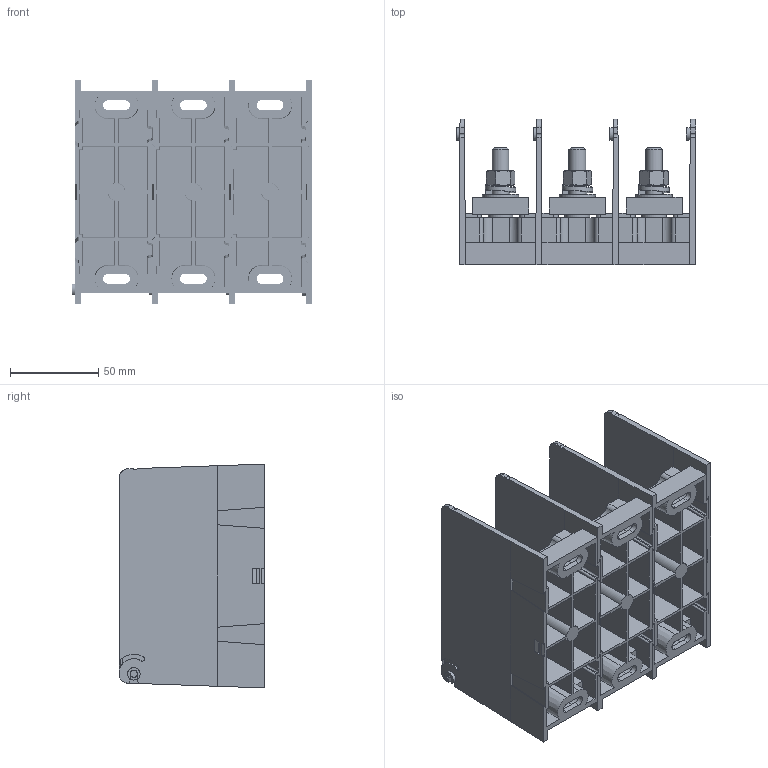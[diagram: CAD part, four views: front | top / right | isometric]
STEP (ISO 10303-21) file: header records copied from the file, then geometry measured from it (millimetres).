
FILE_DESCRIPTION (( 'STEP AP214' ), '1' );
FILE_NAME ('702023rev-3P.STEP', '2013-12-11T19:22:32', ( '' ), ( '' ), 'SwSTEP 2.0', 'SolidWorks 2013', '' );
FILE_SCHEMA (( 'AUTOMOTIVE_DESIGN' ));
Length unit declared in the file: inch
Products named in the file (35): 702023rev-3P_1_34; 702023rev-3P_1_16; 702023rev-3P_1_26; 702023rev-3P_1_31; 702023rev-3P_1_6; 702023rev-3P_1_24; 702023rev-3P_1_25; 702023rev-3P_1_32; 702023rev-3P_1_30; 702023rev-3P_1_7; 702023rev-3P_1_17; 702023rev-3P_1_18; 702023rev-3P_1_29; 702023rev-3P_1_5; 702023rev-3P_1_2; 702023rev-3P_1; 702023rev-3P_1_12; 702023rev-3P_1_11; 702023rev-3P_1_13; 702023rev-3P_1_27; 702023rev-3P; 702023rev-3P_1_15; 702023rev-3P_1_4; 702023rev-3P_1_20; 702023rev-3P_1_22; 702023rev-3P_1_33; 702023rev-3P_1_8; 702023rev-3P_1_21; 702023rev-3P_1_3; 702023rev-3P_1_23; 702023rev-3P_1_9; 702023rev-3P_1_14; 702023rev-3P_1_28; 702023rev-3P_1_10; 702023rev-3P_1_19
Assembly tree (34 placements, depth 2):
  702023rev-3P
    702023rev-3P_1_11
    702023rev-3P_1
    702023rev-3P_1_5
    702023rev-3P_1_18
    702023rev-3P_1_7
    702023rev-3P_1_32
    702023rev-3P_1_24
    702023rev-3P_1_31
    702023rev-3P_1_16
    702023rev-3P_1_19
    702023rev-3P_1_28
    702023rev-3P_1_9
    702023rev-3P_1_3
    702023rev-3P_1_8
    702023rev-3P_1_22
    702023rev-3P_1_20
    702023rev-3P_1_4
    702023rev-3P_1_15
    702023rev-3P_1_27
    702023rev-3P_1_13
    702023rev-3P_1_12
    702023rev-3P_1_2
    702023rev-3P_1_29
    702023rev-3P_1_17
    702023rev-3P_1_30
    702023rev-3P_1_25
    702023rev-3P_1_6
    702023rev-3P_1_26
    702023rev-3P_1_34
    702023rev-3P_1_10
    702023rev-3P_1_14
    702023rev-3P_1_23
    702023rev-3P_1_21
    702023rev-3P_1_33
Bounding box: 135.72 x 82.55 x 127.01 mm (x, y, z)
Surface area: 227291.4 mm2 (no closed solid volume)
Topology: 0 solids, 34 shells, 1346 faces, 3662 edges, 2402 vertices
Faces by surface type: plane 787, cylinder 314, cone 127, bspline 118
Full cylindrical faces by diameter (mm): 4.064 x1, 4.928 x3, 6.909 x3, 7.112 x1, 9.525 x6, 9.576 x12, 10.312 x6, 10.795 x3, 14.097 x6, 20.625 x6
Entity records: 108194 total; most frequent: CARTESIAN_POINT 59422, ORIENTED_EDGE 6694, DIRECTION 5541, EDGE_CURVE 3440, VERTEX_POINT 2319, LINE 2081, VECTOR 2081, AXIS2_PLACEMENT_3D 1730
